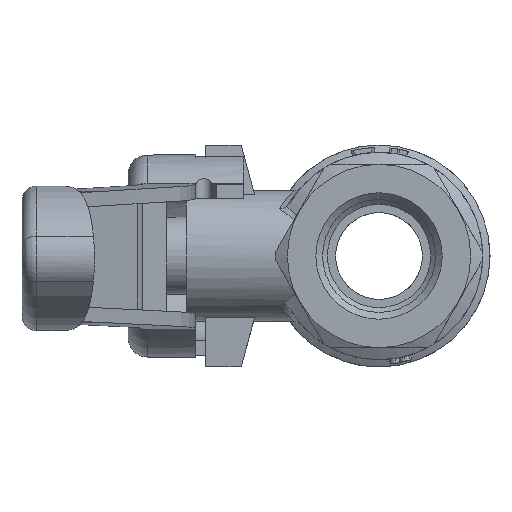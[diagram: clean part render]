
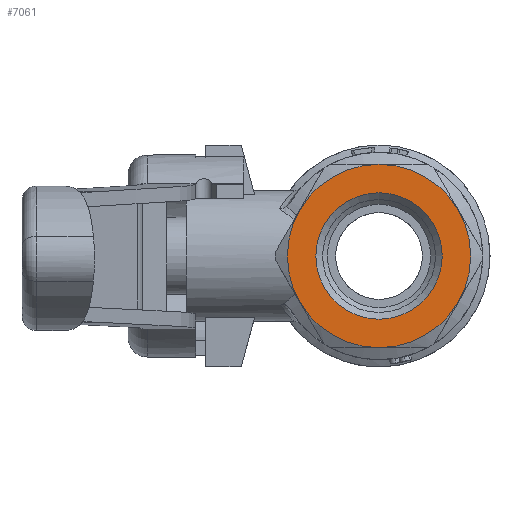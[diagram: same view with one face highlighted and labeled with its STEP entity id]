
A CAD part, left-side view. The second image highlights one B-rep face of the part: STEP entity #7061.
In plain terms, the highlighted planar face has unit normal (-1, 0, 0).
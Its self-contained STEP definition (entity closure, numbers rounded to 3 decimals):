
#149=PLANE('',#7568);
#1422=FACE_BOUND('',#2020,.T.);
#1563=FACE_OUTER_BOUND('',#2019,.T.);
#2019=EDGE_LOOP('',(#5138,#5139,#5140,#5141,#5142,#5143));
#2020=EDGE_LOOP('',(#5144));
#2767=CIRCLE('',#7498,6.55);
#2793=CIRCLE('',#7542,9.5);
#2794=CIRCLE('',#7544,9.5);
#2796=CIRCLE('',#7547,9.5);
#2798=CIRCLE('',#7550,9.5);
#2800=CIRCLE('',#7553,9.5);
#2802=CIRCLE('',#7556,9.5);
#3161=VERTEX_POINT('',#12474);
#3205=VERTEX_POINT('',#12659);
#3207=VERTEX_POINT('',#12665);
#3209=VERTEX_POINT('',#12675);
#3212=VERTEX_POINT('',#12687);
#3215=VERTEX_POINT('',#12699);
#3218=VERTEX_POINT('',#12711);
#3932=EDGE_CURVE('',#3161,#3161,#2767,.T.);
#3989=EDGE_CURVE('',#3205,#3207,#2793,.T.);
#3991=EDGE_CURVE('',#3209,#3205,#2794,.T.);
#3995=EDGE_CURVE('',#3212,#3209,#2796,.T.);
#3999=EDGE_CURVE('',#3215,#3212,#2798,.T.);
#4003=EDGE_CURVE('',#3218,#3215,#2800,.T.);
#4007=EDGE_CURVE('',#3207,#3218,#2802,.T.);
#5138=ORIENTED_EDGE('',*,*,#3991,.T.);
#5139=ORIENTED_EDGE('',*,*,#3989,.T.);
#5140=ORIENTED_EDGE('',*,*,#4007,.T.);
#5141=ORIENTED_EDGE('',*,*,#4003,.T.);
#5142=ORIENTED_EDGE('',*,*,#3999,.T.);
#5143=ORIENTED_EDGE('',*,*,#3995,.T.);
#5144=ORIENTED_EDGE('',*,*,#3932,.F.);
#7061=ADVANCED_FACE('',(#1563,#1422),#149,.F.);
#7498=AXIS2_PLACEMENT_3D('',#12475,#8209,#8210);
#7542=AXIS2_PLACEMENT_3D('',#12669,#8313,#8314);
#7544=AXIS2_PLACEMENT_3D('',#12676,#8317,#8318);
#7547=AXIS2_PLACEMENT_3D('',#12688,#8323,#8324);
#7550=AXIS2_PLACEMENT_3D('',#12700,#8329,#8330);
#7553=AXIS2_PLACEMENT_3D('',#12712,#8335,#8336);
#7556=AXIS2_PLACEMENT_3D('',#12723,#8341,#8342);
#7568=AXIS2_PLACEMENT_3D('',#12751,#8377,#8378);
#8209=DIRECTION('center_axis',(-1.,0.,0.));
#8210=DIRECTION('ref_axis',(0.,0.,1.));
#8313=DIRECTION('center_axis',(-1.,0.,0.));
#8314=DIRECTION('ref_axis',(0.,0.,1.));
#8317=DIRECTION('center_axis',(-1.,0.,0.));
#8318=DIRECTION('ref_axis',(0.,0.,1.));
#8323=DIRECTION('center_axis',(-1.,0.,0.));
#8324=DIRECTION('ref_axis',(0.,0.,1.));
#8329=DIRECTION('center_axis',(-1.,0.,0.));
#8330=DIRECTION('ref_axis',(0.,0.,1.));
#8335=DIRECTION('center_axis',(-1.,0.,0.));
#8336=DIRECTION('ref_axis',(0.,0.,1.));
#8341=DIRECTION('center_axis',(-1.,0.,0.));
#8342=DIRECTION('ref_axis',(0.,0.,1.));
#8377=DIRECTION('center_axis',(1.,0.,0.));
#8378=DIRECTION('ref_axis',(0.,0.,-1.));
#12474=CARTESIAN_POINT('',(-27.734,-1.955,11.315));
#12475=CARTESIAN_POINT('Origin',(-27.734,-1.955,4.765));
#12659=CARTESIAN_POINT('',(-27.734,6.272,9.515));
#12665=CARTESIAN_POINT('',(-27.734,6.272,0.015));
#12669=CARTESIAN_POINT('Origin',(-27.734,-1.955,4.765));
#12675=CARTESIAN_POINT('',(-27.734,-1.955,14.265));
#12676=CARTESIAN_POINT('Origin',(-27.734,-1.955,4.765));
#12687=CARTESIAN_POINT('',(-27.734,-10.183,9.515));
#12688=CARTESIAN_POINT('Origin',(-27.734,-1.955,4.765));
#12699=CARTESIAN_POINT('',(-27.734,-10.183,0.015));
#12700=CARTESIAN_POINT('Origin',(-27.734,-1.955,4.765));
#12711=CARTESIAN_POINT('',(-27.734,-1.955,-4.735));
#12712=CARTESIAN_POINT('Origin',(-27.734,-1.955,4.765));
#12723=CARTESIAN_POINT('Origin',(-27.734,-1.955,4.765));
#12751=CARTESIAN_POINT('Origin',(-27.734,4.595,4.765));
